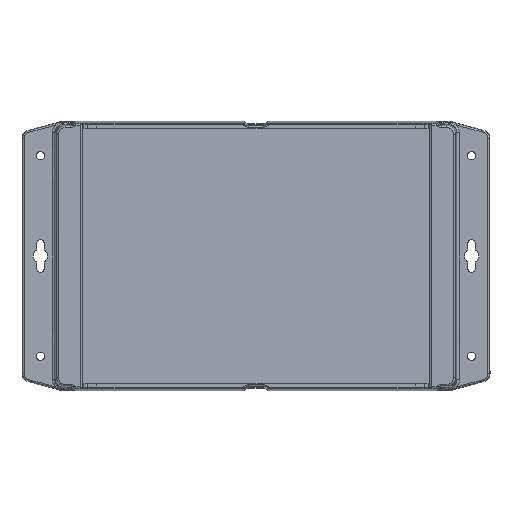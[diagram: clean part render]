
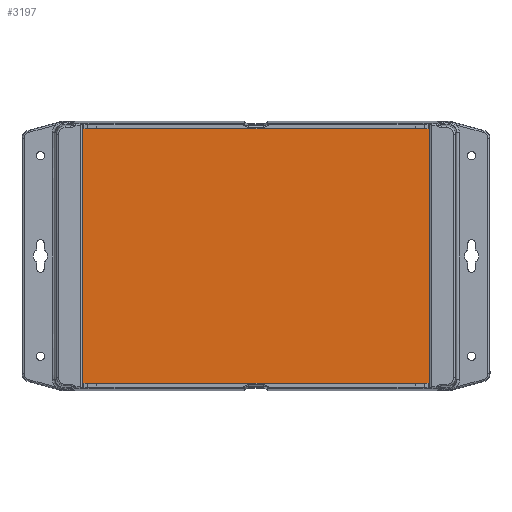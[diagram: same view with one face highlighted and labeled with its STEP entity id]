
A CAD part, front view. The second image highlights one B-rep face of the part: STEP entity #3197.
In plain terms, the highlighted face is planar.
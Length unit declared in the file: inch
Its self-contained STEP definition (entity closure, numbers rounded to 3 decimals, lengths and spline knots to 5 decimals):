
#399 = EDGE_CURVE ( 'NONE', #1909, #6580, #10411, .T. ) ;
#1845 = ORIENTED_EDGE ( 'NONE', *, *, #24687, .F. ) ;
#1909 = VERTEX_POINT ( 'NONE', #28613 ) ;
#2138 = DIRECTION ( 'NONE',  ( 0., 0., -1. ) ) ;
#3197 = ADVANCED_FACE ( 'NONE', ( #20770 ), #62966, .F. ) ;
#3302 = ORIENTED_EDGE ( 'NONE', *, *, #7642, .F. ) ;
#3421 = VECTOR ( 'NONE', #58983, 39.37008 ) ;
#5640 = VECTOR ( 'NONE', #45678, 39.37008 ) ;
#6250 = VECTOR ( 'NONE', #60683, 39.37008 ) ;
#6401 = DIRECTION ( 'NONE',  ( 0., 0., 1. ) ) ;
#6580 = VERTEX_POINT ( 'NONE', #16576 ) ;
#7642 = EDGE_CURVE ( 'NONE', #29316, #69258, #18324, .T. ) ;
#7786 = LINE ( 'NONE', #45743, #39608 ) ;
#8118 = ORIENTED_EDGE ( 'NONE', *, *, #19904, .F. ) ;
#8178 = DIRECTION ( 'NONE',  ( -1., 0., 0. ) ) ;
#8800 = CARTESIAN_POINT ( 'NONE',  ( -4.09449, 0.79528, 3.12183 ) ) ;
#9650 = ORIENTED_EDGE ( 'NONE', *, *, #28857, .F. ) ;
#9837 = CARTESIAN_POINT ( 'NONE',  ( 4.09449, 0.79528, 2.99213 ) ) ;
#10343 = ORIENTED_EDGE ( 'NONE', *, *, #12505, .F. ) ;
#10411 = LINE ( 'NONE', #58894, #55206 ) ;
#11842 = CARTESIAN_POINT ( 'NONE',  ( -4.72441, 0.79528, -3.12183 ) ) ;
#12034 = LINE ( 'NONE', #12378, #19456 ) ;
#12378 = CARTESIAN_POINT ( 'NONE',  ( 4.09449, 0.79528, 0. ) ) ;
#12505 = EDGE_CURVE ( 'NONE', #29049, #67408, #56554, .T. ) ;
#13150 = AXIS2_PLACEMENT_3D ( 'NONE', #36259, #57682, #62273 ) ;
#14283 = ORIENTED_EDGE ( 'NONE', *, *, #399, .F. ) ;
#14665 = DIRECTION ( 'NONE',  ( -1., 0., 0. ) ) ;
#15258 = ORIENTED_EDGE ( 'NONE', *, *, #15975, .F. ) ;
#15361 = VERTEX_POINT ( 'NONE', #53150 ) ;
#15975 = EDGE_CURVE ( 'NONE', #22186, #63929, #25593, .T. ) ;
#16576 = CARTESIAN_POINT ( 'NONE',  ( 4.05512, 0.79528, 2.99213 ) ) ;
#17166 = LINE ( 'NONE', #22082, #61999 ) ;
#18324 = LINE ( 'NONE', #28195, #59104 ) ;
#19456 = VECTOR ( 'NONE', #6401, 39.37008 ) ;
#19904 = EDGE_CURVE ( 'NONE', #63929, #29049, #27020, .T. ) ;
#20765 = ORIENTED_EDGE ( 'NONE', *, *, #60885, .F. ) ;
#20770 = FACE_OUTER_BOUND ( 'NONE', #56893, .T. ) ;
#21735 = CARTESIAN_POINT ( 'NONE',  ( -4.72441, 0.79528, -3.12183 ) ) ;
#22082 = CARTESIAN_POINT ( 'NONE',  ( -4.05512, 0.79528, 0. ) ) ;
#22186 = VERTEX_POINT ( 'NONE', #8800 ) ;
#23300 = VERTEX_POINT ( 'NONE', #24199 ) ;
#23648 = CARTESIAN_POINT ( 'NONE',  ( 4.72441, 0.79528, 3.12183 ) ) ;
#24199 = CARTESIAN_POINT ( 'NONE',  ( 4.09449, 0.79528, -3.12183 ) ) ;
#24687 = EDGE_CURVE ( 'NONE', #69258, #23300, #53660, .T. ) ;
#25593 = LINE ( 'NONE', #30890, #27423 ) ;
#25901 = CARTESIAN_POINT ( 'NONE',  ( -4.09449, 0.79528, -3.12183 ) ) ;
#27020 = LINE ( 'NONE', #21735, #3421 ) ;
#27423 = VECTOR ( 'NONE', #42098, 39.37008 ) ;
#28195 = CARTESIAN_POINT ( 'NONE',  ( 4.05512, 0.79528, 0. ) ) ;
#28613 = CARTESIAN_POINT ( 'NONE',  ( 4.05512, 0.79528, 3.12183 ) ) ;
#28857 = EDGE_CURVE ( 'NONE', #15361, #22186, #41380, .T. ) ;
#28942 = CARTESIAN_POINT ( 'NONE',  ( -4.05512, 0.79528, -2.99213 ) ) ;
#29049 = VERTEX_POINT ( 'NONE', #33541 ) ;
#29255 = DIRECTION ( 'NONE',  ( 1., 0., 0. ) ) ;
#29316 = VERTEX_POINT ( 'NONE', #64636 ) ;
#30890 = CARTESIAN_POINT ( 'NONE',  ( -4.09449, 0.79528, 0. ) ) ;
#32650 = DIRECTION ( 'NONE',  ( 0., 0., 1. ) ) ;
#33541 = CARTESIAN_POINT ( 'NONE',  ( -4.05512, 0.79528, -3.12183 ) ) ;
#33991 = VECTOR ( 'NONE', #8178, 39.37008 ) ;
#36259 = CARTESIAN_POINT ( 'NONE',  ( 4.09449, 0.79528, 0. ) ) ;
#37374 = VERTEX_POINT ( 'NONE', #68745 ) ;
#39252 = CARTESIAN_POINT ( 'NONE',  ( 4.05512, 0.79528, -3.12183 ) ) ;
#39608 = VECTOR ( 'NONE', #29255, 39.37008 ) ;
#41380 = LINE ( 'NONE', #62818, #63863 ) ;
#42098 = DIRECTION ( 'NONE',  ( 0., 0., -1. ) ) ;
#45678 = DIRECTION ( 'NONE',  ( 0., 0., 1. ) ) ;
#45743 = CARTESIAN_POINT ( 'NONE',  ( 4.09449, 0.79528, -2.99213 ) ) ;
#48000 = DIRECTION ( 'NONE',  ( 0., 0., -1. ) ) ;
#48112 = DIRECTION ( 'NONE',  ( -1., 0., 0. ) ) ;
#48416 = ORIENTED_EDGE ( 'NONE', *, *, #49398, .F. ) ;
#49110 = ORIENTED_EDGE ( 'NONE', *, *, #68450, .F. ) ;
#49398 = EDGE_CURVE ( 'NONE', #67408, #29316, #7786, .T. ) ;
#50704 = LINE ( 'NONE', #23648, #33991 ) ;
#53150 = CARTESIAN_POINT ( 'NONE',  ( -4.05512, 0.79528, 3.12183 ) ) ;
#53660 = LINE ( 'NONE', #11842, #6250 ) ;
#54994 = VECTOR ( 'NONE', #48112, 39.37008 ) ;
#55206 = VECTOR ( 'NONE', #48000, 39.37008 ) ;
#55866 = CARTESIAN_POINT ( 'NONE',  ( -4.05512, 0.79528, 0. ) ) ;
#56554 = LINE ( 'NONE', #55866, #5640 ) ;
#56893 = EDGE_LOOP ( 'NONE', ( #9650, #66257, #20765, #14283, #58621, #49110, #1845, #3302, #48416, #10343, #8118, #15258 ) ) ;
#57682 = DIRECTION ( 'NONE',  ( 0., -1., 0. ) ) ;
#58621 = ORIENTED_EDGE ( 'NONE', *, *, #67438, .F. ) ;
#58894 = CARTESIAN_POINT ( 'NONE',  ( 4.05512, 0.79528, 0. ) ) ;
#58983 = DIRECTION ( 'NONE',  ( 1., 0., 0. ) ) ;
#59104 = VECTOR ( 'NONE', #2138, 39.37008 ) ;
#60369 = CARTESIAN_POINT ( 'NONE',  ( 4.09449, 0.79528, 3.12183 ) ) ;
#60683 = DIRECTION ( 'NONE',  ( 1., 0., 0. ) ) ;
#60885 = EDGE_CURVE ( 'NONE', #6580, #37374, #69582, .T. ) ;
#61999 = VECTOR ( 'NONE', #32650, 39.37008 ) ;
#62273 = DIRECTION ( 'NONE',  ( 0., 0., -1. ) ) ;
#62818 = CARTESIAN_POINT ( 'NONE',  ( 4.72441, 0.79528, 3.12183 ) ) ;
#62966 = PLANE ( 'NONE',  #13150 ) ;
#63863 = VECTOR ( 'NONE', #14665, 39.37008 ) ;
#63929 = VERTEX_POINT ( 'NONE', #25901 ) ;
#64636 = CARTESIAN_POINT ( 'NONE',  ( 4.05512, 0.79528, -2.99213 ) ) ;
#66257 = ORIENTED_EDGE ( 'NONE', *, *, #67030, .F. ) ;
#66432 = VERTEX_POINT ( 'NONE', #60369 ) ;
#67030 = EDGE_CURVE ( 'NONE', #37374, #15361, #17166, .T. ) ;
#67408 = VERTEX_POINT ( 'NONE', #28942 ) ;
#67438 = EDGE_CURVE ( 'NONE', #66432, #1909, #50704, .T. ) ;
#68450 = EDGE_CURVE ( 'NONE', #23300, #66432, #12034, .T. ) ;
#68745 = CARTESIAN_POINT ( 'NONE',  ( -4.05512, 0.79528, 2.99213 ) ) ;
#69258 = VERTEX_POINT ( 'NONE', #39252 ) ;
#69582 = LINE ( 'NONE', #9837, #54994 ) ;
